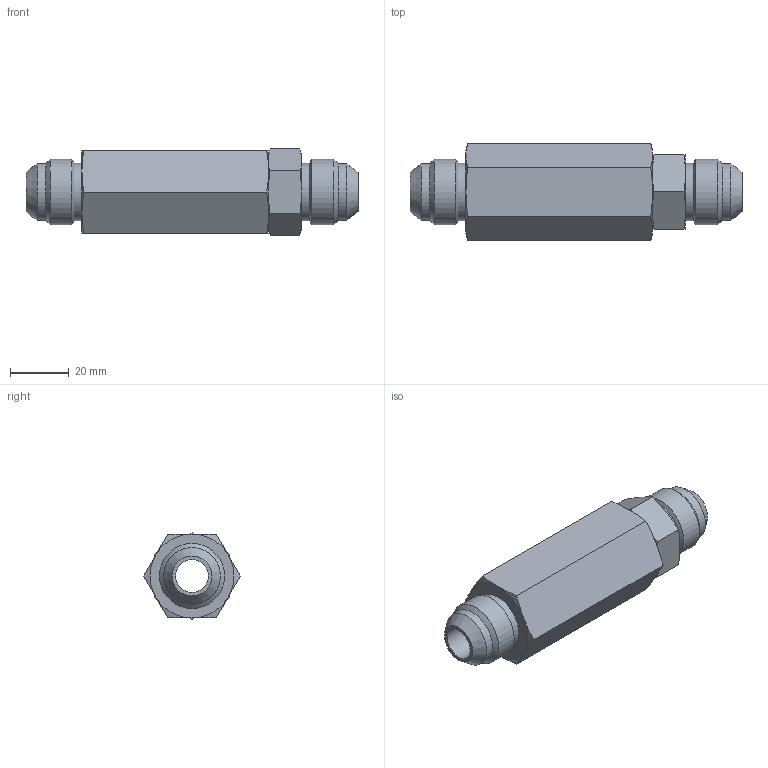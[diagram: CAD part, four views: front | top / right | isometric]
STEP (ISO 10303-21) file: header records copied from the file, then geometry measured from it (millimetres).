
FILE_DESCRIPTION(/* description */ (''),/* implementation_level */ '2;1');
FILE_NAME(/* name */ '10412-610.stp',/* time_stamp */ '2016-11-14T15:04:50-06:00',/* author */ ('jml'),/* organization */ (''),/* preprocessor_version */ 'ST-DEVELOPER v16.1',/* originating_system */ 'Autodesk Inventor 2016',/* authorisation */ '');
FILE_SCHEMA (('AUTOMOTIVE_DESIGN { 1 0 10303 214 3 1 1 }'));
Length unit declared in the file: inch
Products named in the file (3): 320006; 990139; 10412-610
Assembly tree (2 placements, depth 2):
  10412-610
    320006
    990139
Bounding box: 113.03 x 33 x 29.33 mm (x, y, z)
Volume: 49985 mm3; surface area: 18289.5 mm2
Topology: 3 solids, 3 shells, 68 faces, 139 edges, 80 vertices
Faces by surface type: cone 34, plane 21, cylinder 11, torus 2
Full cylindrical faces by diameter (mm): 11.1 x1, 12.294 x1, 19.355 x2, 19.685 x3, 20.269 x1, 22.225 x3
Entity records: 1664 total; most frequent: CARTESIAN_POINT 362, DIRECTION 268, ORIENTED_EDGE 230, AXIS2_PLACEMENT_3D 128, EDGE_CURVE 115, EDGE_LOOP 99, VERTEX_POINT 78, FACE_OUTER_BOUND 68
